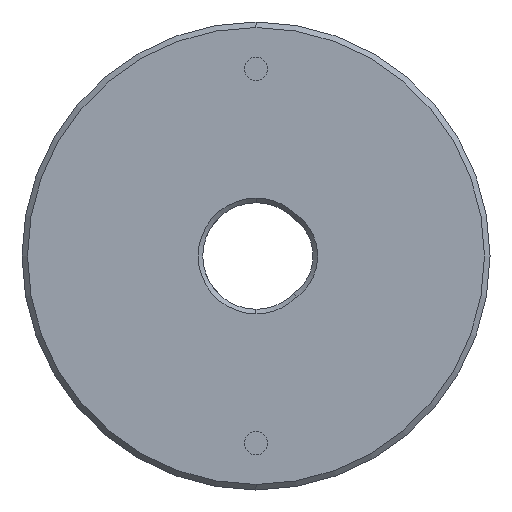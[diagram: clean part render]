
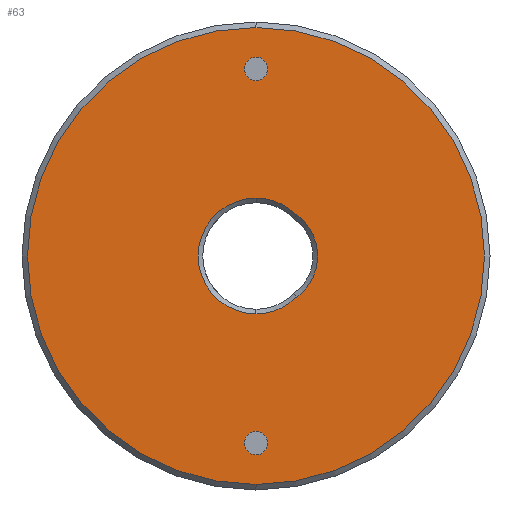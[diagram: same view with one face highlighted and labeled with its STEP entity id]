
A CAD part, left-side view. The second image highlights one B-rep face of the part: STEP entity #63.
In plain terms, the highlighted planar face has unit normal (-1, 0, 0).
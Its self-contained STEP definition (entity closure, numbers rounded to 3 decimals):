
#58 = EDGE_CURVE ( 'NONE', #4613, #2588, #2241, .T. ) ;
#63 = ADVANCED_FACE ( 'NONE', ( #3868, #2041, #2444, #3528 ), #197, .F. ) ;
#92 = EDGE_LOOP ( 'NONE', ( #988, #1008 ) ) ;
#93 = ORIENTED_EDGE ( 'NONE', *, *, #58, .T. ) ;
#98 = CARTESIAN_POINT ( 'NONE',  ( 0., 0., -3.14 ) ) ;
#180 = VERTEX_POINT ( 'NONE', #3854 ) ;
#192 = CIRCLE ( 'NONE', #3944, 0.635 ) ;
#197 = PLANE ( 'NONE',  #2414 ) ;
#212 = DIRECTION ( 'NONE',  ( -1., 0., 0. ) ) ;
#217 = CARTESIAN_POINT ( 'NONE',  ( 0., 0., 10.785 ) ) ;
#286 = AXIS2_PLACEMENT_3D ( 'NONE', #1065, #1448, #2572 ) ;
#377 = ORIENTED_EDGE ( 'NONE', *, *, #3041, .T. ) ;
#467 = CARTESIAN_POINT ( 'NONE',  ( 0., 0., 0. ) ) ;
#472 = ORIENTED_EDGE ( 'NONE', *, *, #2559, .T. ) ;
#515 = DIRECTION ( 'NONE',  ( 1., 0., 0. ) ) ;
#528 = DIRECTION ( 'NONE',  ( -1., 0., 0. ) ) ;
#538 = ORIENTED_EDGE ( 'NONE', *, *, #1589, .T. ) ;
#862 = EDGE_LOOP ( 'NONE', ( #93, #472 ) ) ;
#972 = DIRECTION ( 'NONE',  ( 0., 0., -1. ) ) ;
#988 = ORIENTED_EDGE ( 'NONE', *, *, #3873, .F. ) ;
#1008 = ORIENTED_EDGE ( 'NONE', *, *, #2233, .F. ) ;
#1049 = CARTESIAN_POINT ( 'NONE',  ( 0., -0.6, 0. ) ) ;
#1065 = CARTESIAN_POINT ( 'NONE',  ( 0., 0., 0. ) ) ;
#1109 = CIRCLE ( 'NONE', #2723, 12.4 ) ;
#1195 = AXIS2_PLACEMENT_3D ( 'NONE', #3826, #212, #4564 ) ;
#1260 = ORIENTED_EDGE ( 'NONE', *, *, #4452, .T. ) ;
#1280 = DIRECTION ( 'NONE',  ( -1., 0., 0. ) ) ;
#1300 = DIRECTION ( 'NONE',  ( -1., 0., 0. ) ) ;
#1448 = DIRECTION ( 'NONE',  ( 1., 0., 0. ) ) ;
#1577 = AXIS2_PLACEMENT_3D ( 'NONE', #4543, #528, #4240 ) ;
#1589 = EDGE_CURVE ( 'NONE', #1884, #3452, #4229, .T. ) ;
#1634 = AXIS2_PLACEMENT_3D ( 'NONE', #467, #3691, #3311 ) ;
#1719 = CARTESIAN_POINT ( 'NONE',  ( 0., 0., 0. ) ) ;
#1793 = AXIS2_PLACEMENT_3D ( 'NONE', #3087, #1280, #972 ) ;
#1803 = DIRECTION ( 'NONE',  ( 0., 0., -1. ) ) ;
#1854 = CARTESIAN_POINT ( 'NONE',  ( 0., 0., 9.515 ) ) ;
#1884 = VERTEX_POINT ( 'NONE', #98 ) ;
#2004 = DIRECTION ( 'NONE',  ( 0., 0., -1. ) ) ;
#2023 = VERTEX_POINT ( 'NONE', #4430 ) ;
#2041 = FACE_BOUND ( 'NONE', #2774, .T. ) ;
#2064 = CARTESIAN_POINT ( 'NONE',  ( 0., 0., 10.15 ) ) ;
#2125 = CARTESIAN_POINT ( 'NONE',  ( 0., 0., 3.14 ) ) ;
#2233 = EDGE_CURVE ( 'NONE', #3366, #2828, #192, .T. ) ;
#2241 = CIRCLE ( 'NONE', #1793, 12.4 ) ;
#2297 = EDGE_CURVE ( 'NONE', #180, #3694, #2867, .T. ) ;
#2357 = CIRCLE ( 'NONE', #286, 3.14 ) ;
#2371 = DIRECTION ( 'NONE',  ( 0., 0., -1. ) ) ;
#2387 = DIRECTION ( 'NONE',  ( -1., 0., 0. ) ) ;
#2414 = AXIS2_PLACEMENT_3D ( 'NONE', #1719, #515, #2371 ) ;
#2444 = FACE_BOUND ( 'NONE', #3891, .T. ) ;
#2519 = DIRECTION ( 'NONE',  ( 1., 0., 0. ) ) ;
#2559 = EDGE_CURVE ( 'NONE', #2588, #4613, #1109, .T. ) ;
#2569 = AXIS2_PLACEMENT_3D ( 'NONE', #3780, #3424, #4602 ) ;
#2572 = DIRECTION ( 'NONE',  ( 0., 0., -1. ) ) ;
#2588 = VERTEX_POINT ( 'NONE', #3058 ) ;
#2652 = AXIS2_PLACEMENT_3D ( 'NONE', #2996, #3262, #3685 ) ;
#2703 = EDGE_CURVE ( 'NONE', #3694, #180, #3016, .T. ) ;
#2723 = AXIS2_PLACEMENT_3D ( 'NONE', #2781, #2387, #2004 ) ;
#2774 = EDGE_LOOP ( 'NONE', ( #3070, #3810 ) ) ;
#2781 = CARTESIAN_POINT ( 'NONE',  ( 0., 0., 0. ) ) ;
#2828 = VERTEX_POINT ( 'NONE', #217 ) ;
#2867 = CIRCLE ( 'NONE', #2569, 0.635 ) ;
#2911 = VERTEX_POINT ( 'NONE', #3969 ) ;
#2996 = CARTESIAN_POINT ( 'NONE',  ( 0., 0., 0. ) ) ;
#3016 = CIRCLE ( 'NONE', #1577, 0.635 ) ;
#3041 = EDGE_CURVE ( 'NONE', #2911, #2023, #3407, .T. ) ;
#3058 = CARTESIAN_POINT ( 'NONE',  ( 0., 0., 12.4 ) ) ;
#3065 = CARTESIAN_POINT ( 'NONE',  ( 0., 0., -12.4 ) ) ;
#3070 = ORIENTED_EDGE ( 'NONE', *, *, #2297, .F. ) ;
#3087 = CARTESIAN_POINT ( 'NONE',  ( 0., 0., 0. ) ) ;
#3262 = DIRECTION ( 'NONE',  ( 1., 0., 0. ) ) ;
#3288 = CARTESIAN_POINT ( 'NONE',  ( 0., 0., -10.785 ) ) ;
#3311 = DIRECTION ( 'NONE',  ( 0., 0., -1. ) ) ;
#3366 = VERTEX_POINT ( 'NONE', #1854 ) ;
#3407 = CIRCLE ( 'NONE', #4015, 2.75 ) ;
#3424 = DIRECTION ( 'NONE',  ( -1., 0., 0. ) ) ;
#3452 = VERTEX_POINT ( 'NONE', #2125 ) ;
#3502 = DIRECTION ( 'NONE',  ( 0., 0., -1. ) ) ;
#3528 = FACE_OUTER_BOUND ( 'NONE', #862, .T. ) ;
#3685 = DIRECTION ( 'NONE',  ( 0., 0., -1. ) ) ;
#3691 = DIRECTION ( 'NONE',  ( 1., 0., 0. ) ) ;
#3694 = VERTEX_POINT ( 'NONE', #3288 ) ;
#3780 = CARTESIAN_POINT ( 'NONE',  ( 0., 0., -10.15 ) ) ;
#3810 = ORIENTED_EDGE ( 'NONE', *, *, #2703, .F. ) ;
#3826 = CARTESIAN_POINT ( 'NONE',  ( 0., 0., 10.15 ) ) ;
#3854 = CARTESIAN_POINT ( 'NONE',  ( 0., 0., -9.515 ) ) ;
#3868 = FACE_BOUND ( 'NONE', #92, .T. ) ;
#3873 = EDGE_CURVE ( 'NONE', #2828, #3366, #4019, .T. ) ;
#3891 = EDGE_LOOP ( 'NONE', ( #1260, #538, #4630, #377 ) ) ;
#3944 = AXIS2_PLACEMENT_3D ( 'NONE', #2064, #1300, #3502 ) ;
#3969 = CARTESIAN_POINT ( 'NONE',  ( 0., -2.214, 2.226 ) ) ;
#4015 = AXIS2_PLACEMENT_3D ( 'NONE', #1049, #2519, #1803 ) ;
#4019 = CIRCLE ( 'NONE', #1195, 0.635 ) ;
#4229 = CIRCLE ( 'NONE', #1634, 3.14 ) ;
#4240 = DIRECTION ( 'NONE',  ( 0., 0., 1. ) ) ;
#4430 = CARTESIAN_POINT ( 'NONE',  ( 0., -2.214, -2.226 ) ) ;
#4452 = EDGE_CURVE ( 'NONE', #2023, #1884, #4712, .T. ) ;
#4543 = CARTESIAN_POINT ( 'NONE',  ( 0., 0., -10.15 ) ) ;
#4564 = DIRECTION ( 'NONE',  ( 0., 0., -1. ) ) ;
#4602 = DIRECTION ( 'NONE',  ( 0., 0., 1. ) ) ;
#4613 = VERTEX_POINT ( 'NONE', #3065 ) ;
#4630 = ORIENTED_EDGE ( 'NONE', *, *, #4687, .T. ) ;
#4687 = EDGE_CURVE ( 'NONE', #3452, #2911, #2357, .T. ) ;
#4712 = CIRCLE ( 'NONE', #2652, 3.14 ) ;
